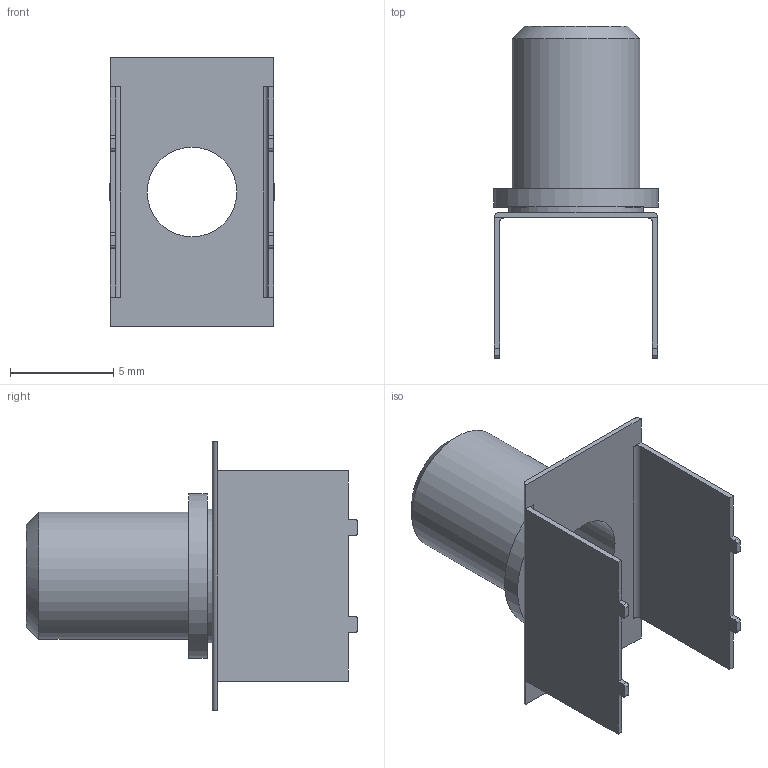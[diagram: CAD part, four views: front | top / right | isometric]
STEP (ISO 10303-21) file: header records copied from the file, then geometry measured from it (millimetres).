
FILE_DESCRIPTION(/* description */ (''),/* implementation_level */ '2;1');
FILE_NAME(/* name */ '_M201S2M201BR-bushing.ipt.step',/* time_stamp */ '2015-01-02T19:21:04-08:00',/* author */ ('Philip'),/* organization */ (''),/* preprocessor_version */ 'ST-DEVELOPER v15.6',/* originating_system */ 'Autodesk Inventor 2015',/* authorisation */ '');
FILE_SCHEMA (('AUTOMOTIVE_DESIGN { 1 0 10303 214 3 1 1 }'));
Length unit declared in the file: inch
Products named in the file (1): _M201S2M201BR-bushing
Bounding box: 7.97 x 16.07 x 13 mm (x, y, z)
Volume: 204.5 mm3; surface area: 793.8 mm2
Topology: 1 solids, 1 shells, 53 faces, 146 edges, 96 vertices
Faces by surface type: plane 36, cylinder 16, cone 1
Full cylindrical faces by diameter (mm): 4.338 x1
Entity records: 1696 total; most frequent: CARTESIAN_POINT 298, ORIENTED_EDGE 286, DIRECTION 281, EDGE_CURVE 143, LINE 107, VECTOR 107, VERTEX_POINT 95, AXIS2_PLACEMENT_3D 87
